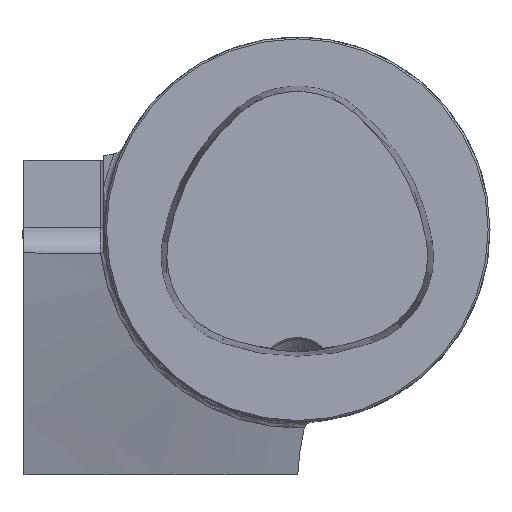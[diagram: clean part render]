
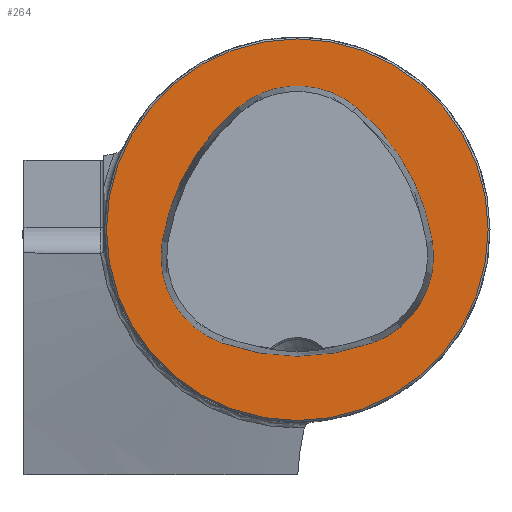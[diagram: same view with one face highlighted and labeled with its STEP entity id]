
A CAD part, top view. The second image highlights one B-rep face of the part: STEP entity #264.
In plain terms, the highlighted planar face has unit normal (0, 0, 1).
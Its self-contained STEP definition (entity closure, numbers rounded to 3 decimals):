
#189=FACE_BOUND('',#516,.T.);
#190=FACE_BOUND('',#517,.T.);
#221=CIRCLE('',#1927,36.075);
#223=CIRCLE('',#1930,36.075);
#224=CIRCLE('',#1931,15.075);
#225=CIRCLE('',#1932,36.075);
#226=CIRCLE('',#1933,15.075);
#227=CIRCLE('',#1934,15.075);
#228=CIRCLE('',#1935,31.2);
#264=ADVANCED_FACE('CU_E_LO_SU_1',(#189,#190),#354,.T.);
#354=PLANE('',#1936);
#516=EDGE_LOOP('',(#734,#735,#736,#737,#738,#739));
#517=EDGE_LOOP('',(#740));
#734=ORIENTED_EDGE('',*,*,#1382,.F.);
#735=ORIENTED_EDGE('',*,*,#1383,.F.);
#736=ORIENTED_EDGE('',*,*,#1384,.F.);
#737=ORIENTED_EDGE('',*,*,#1385,.F.);
#738=ORIENTED_EDGE('',*,*,#1379,.F.);
#739=ORIENTED_EDGE('',*,*,#1386,.F.);
#740=ORIENTED_EDGE('',*,*,#1387,.T.);
#1196=VERTEX_POINT('',#3043);
#1197=VERTEX_POINT('',#3045);
#1199=VERTEX_POINT('',#3051);
#1200=VERTEX_POINT('',#3052);
#1201=VERTEX_POINT('',#3054);
#1202=VERTEX_POINT('',#3056);
#1203=VERTEX_POINT('',#3060);
#1379=EDGE_CURVE('',#1196,#1197,#221,.T.);
#1382=EDGE_CURVE('',#1199,#1200,#223,.T.);
#1383=EDGE_CURVE('',#1201,#1199,#224,.T.);
#1384=EDGE_CURVE('',#1202,#1201,#225,.T.);
#1385=EDGE_CURVE('',#1197,#1202,#226,.T.);
#1386=EDGE_CURVE('',#1200,#1196,#227,.T.);
#1387=EDGE_CURVE('',#1203,#1203,#228,.T.);
#1927=AXIS2_PLACEMENT_3D('',#3044,#2178,#2179);
#1930=AXIS2_PLACEMENT_3D('',#3050,#2185,#2186);
#1931=AXIS2_PLACEMENT_3D('',#3053,#2187,#2188);
#1932=AXIS2_PLACEMENT_3D('',#3055,#2189,#2190);
#1933=AXIS2_PLACEMENT_3D('',#3057,#2191,#2192);
#1934=AXIS2_PLACEMENT_3D('',#3058,#2193,#2194);
#1935=AXIS2_PLACEMENT_3D('',#3059,#2195,#2196);
#1936=AXIS2_PLACEMENT_3D('',#3061,#2197,#2198);
#2178=DIRECTION('',(0.,0.,1.));
#2179=DIRECTION('',(1.,0.,0.));
#2185=DIRECTION('',(0.,0.,1.));
#2186=DIRECTION('',(1.,0.,0.));
#2187=DIRECTION('',(0.,0.,1.));
#2188=DIRECTION('',(1.,0.,0.));
#2189=DIRECTION('',(0.,0.,1.));
#2190=DIRECTION('',(1.,0.,0.));
#2191=DIRECTION('',(0.,0.,1.));
#2192=DIRECTION('',(1.,0.,0.));
#2193=DIRECTION('',(0.,0.,1.));
#2194=DIRECTION('',(1.,0.,0.));
#2195=DIRECTION('',(0.,0.,1.));
#2196=DIRECTION('',(1.,0.,0.));
#2197=DIRECTION('',(0.,0.,1.));
#2198=DIRECTION('',(1.,0.,0.));
#3043=CARTESIAN_POINT('',(-12.368,-18.489,0.));
#3044=CARTESIAN_POINT('',(0.,15.4,0.));
#3045=CARTESIAN_POINT('',(12.368,-18.489,0.));
#3050=CARTESIAN_POINT('',(13.535,-7.656,0.));
#3051=CARTESIAN_POINT('',(-9.716,19.927,0.));
#3052=CARTESIAN_POINT('',(-22.084,-1.937,0.));
#3053=CARTESIAN_POINT('',(0.,8.4,0.));
#3054=CARTESIAN_POINT('',(9.716,19.927,0.));
#3055=CARTESIAN_POINT('',(-13.535,-7.656,0.));
#3056=CARTESIAN_POINT('',(22.084,-1.937,0.));
#3057=CARTESIAN_POINT('',(7.2,-4.327,0.));
#3058=CARTESIAN_POINT('',(-7.2,-4.327,0.));
#3059=CARTESIAN_POINT('',(0.,0.,0.));
#3060=CARTESIAN_POINT('',(31.2,0.,0.));
#3061=CARTESIAN_POINT('',(0.,0.,0.));
